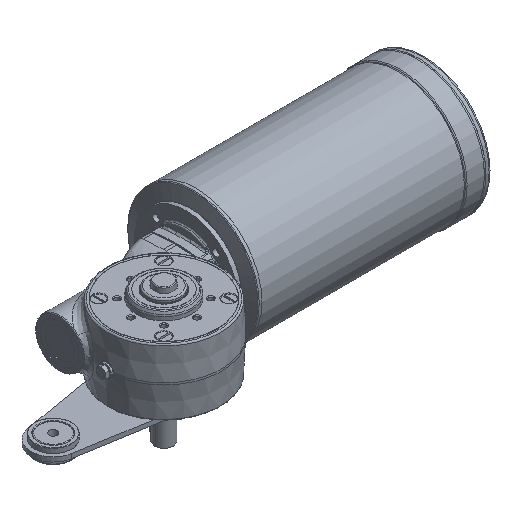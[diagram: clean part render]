
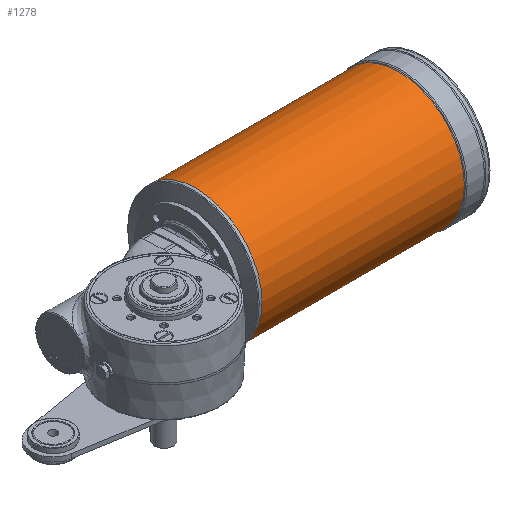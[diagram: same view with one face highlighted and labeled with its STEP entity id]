
A CAD part, isometric view. The second image highlights one B-rep face of the part: STEP entity #1278.
In plain terms, the highlighted cylindrical face has radius 89 mm (diameter 178 mm), a full revolution.
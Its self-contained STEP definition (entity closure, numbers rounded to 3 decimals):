
#1278 = ADVANCED_FACE( '', ( #3087, #3088 ), #3089, .T. );
#3087 = FACE_OUTER_BOUND( '', #9788, .T. );
#3088 = FACE_OUTER_BOUND( '', #9789, .T. );
#3089 = CYLINDRICAL_SURFACE( '', #9790, 89. );
#9788 = EDGE_LOOP( '', ( #18733 ) );
#9789 = EDGE_LOOP( '', ( #18734 ) );
#9790 = AXIS2_PLACEMENT_3D( '', #18735, #18736, #18737 );
#18733 = ORIENTED_EDGE( '', *, *, #21961, .T. );
#18734 = ORIENTED_EDGE( '', *, *, #22673, .T. );
#18735 = CARTESIAN_POINT( '', ( 267.168, 63., 0. ) );
#18736 = DIRECTION( '', ( -1., 0., 0. ) );
#18737 = DIRECTION( '', ( 0., 1., 0. ) );
#21961 = EDGE_CURVE( '', #24176, #24176, #24177, .F. );
#22673 = EDGE_CURVE( '', #25265, #25265, #25266, .T. );
#24176 = VERTEX_POINT( '', #28281 );
#24177 = CIRCLE( '', #28282, 89. );
#25265 = VERTEX_POINT( '', #31530 );
#25266 = CIRCLE( '', #31531, 89. );
#28281 = CARTESIAN_POINT( '', ( 381.209, 152., 0. ) );
#28282 = AXIS2_PLACEMENT_3D( '', #34845, #34846, #34847 );
#31530 = CARTESIAN_POINT( '', ( 107., 152., 0. ) );
#31531 = AXIS2_PLACEMENT_3D( '', #35651, #35652, #35653 );
#34845 = CARTESIAN_POINT( '', ( 381.209, 63., 0. ) );
#34846 = DIRECTION( '', ( 1., 0., 0. ) );
#34847 = DIRECTION( '', ( 0., 1., 0. ) );
#35651 = CARTESIAN_POINT( '', ( 107., 63., 0. ) );
#35652 = DIRECTION( '', ( 1., 0., 0. ) );
#35653 = DIRECTION( '', ( 0., 1., 0. ) );
